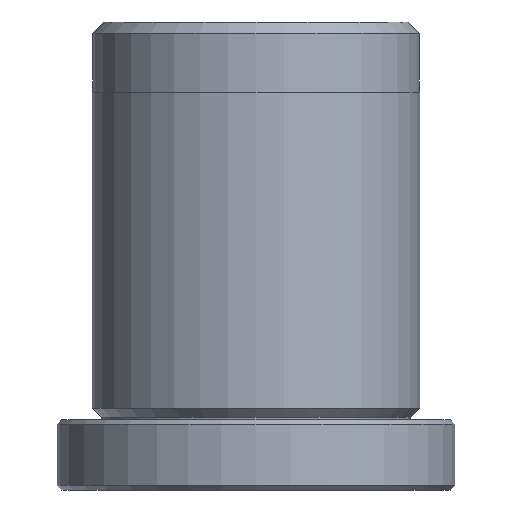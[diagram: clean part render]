
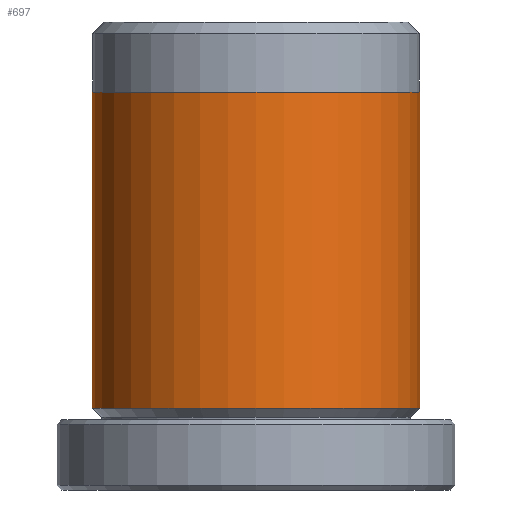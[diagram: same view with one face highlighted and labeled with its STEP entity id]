
A CAD part, front view. The second image highlights one B-rep face of the part: STEP entity #697.
In plain terms, the highlighted cylindrical face has radius 7 mm (diameter 14 mm), a partial arc.
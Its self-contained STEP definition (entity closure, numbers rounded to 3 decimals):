
#36 = EDGE_CURVE ( 'NONE', #401, #1506, #399, .T. ) ;
#96 = VERTEX_POINT ( 'NONE', #1333 ) ;
#134 = EDGE_CURVE ( 'NONE', #1289, #96, #1318, .T. ) ;
#160 = LINE ( 'NONE', #650, #1264 ) ;
#232 = EDGE_CURVE ( 'NONE', #1289, #1506, #160, .T. ) ;
#303 = CARTESIAN_POINT ( 'NONE',  ( 7., 0., 20. ) ) ;
#320 = EDGE_CURVE ( 'NONE', #96, #401, #1172, .T. ) ;
#352 = CARTESIAN_POINT ( 'NONE',  ( 0., 0., 17. ) ) ;
#399 = CIRCLE ( 'NONE', #1565, 7. ) ;
#401 = VERTEX_POINT ( 'NONE', #1066 ) ;
#472 = CARTESIAN_POINT ( 'NONE',  ( -7., 0., 17. ) ) ;
#489 = DIRECTION ( 'NONE',  ( 1., 0., 0. ) ) ;
#517 = DIRECTION ( 'NONE',  ( -1., 0., 0. ) ) ;
#569 = AXIS2_PLACEMENT_3D ( 'NONE', #352, #1351, #489 ) ;
#650 = CARTESIAN_POINT ( 'NONE',  ( -7., 0., 20. ) ) ;
#680 = ORIENTED_EDGE ( 'NONE', *, *, #320, .F. ) ;
#697 = ADVANCED_FACE ( 'NONE', ( #842 ), #1171, .T. ) ;
#735 = ORIENTED_EDGE ( 'NONE', *, *, #232, .T. ) ;
#758 = CARTESIAN_POINT ( 'NONE',  ( -7., 0., 3.5 ) ) ;
#842 = FACE_OUTER_BOUND ( 'NONE', #1038, .T. ) ;
#865 = DIRECTION ( 'NONE',  ( 0., 0., -1. ) ) ;
#866 = ORIENTED_EDGE ( 'NONE', *, *, #36, .F. ) ;
#998 = CARTESIAN_POINT ( 'NONE',  ( 0., 0., 3.5 ) ) ;
#1038 = EDGE_LOOP ( 'NONE', ( #680, #1559, #735, #866 ) ) ;
#1066 = CARTESIAN_POINT ( 'NONE',  ( 7., 0., 3.5 ) ) ;
#1087 = DIRECTION ( 'NONE',  ( 0., 0., -1. ) ) ;
#1171 = CYLINDRICAL_SURFACE ( 'NONE', #1554, 7. ) ;
#1172 = LINE ( 'NONE', #303, #1511 ) ;
#1241 = DIRECTION ( 'NONE',  ( 0., 0., -1. ) ) ;
#1264 = VECTOR ( 'NONE', #1087, 1000. ) ;
#1289 = VERTEX_POINT ( 'NONE', #472 ) ;
#1318 = CIRCLE ( 'NONE', #569, 7. ) ;
#1333 = CARTESIAN_POINT ( 'NONE',  ( 7., 0., 17. ) ) ;
#1351 = DIRECTION ( 'NONE',  ( 0., 0., 1. ) ) ;
#1381 = CARTESIAN_POINT ( 'NONE',  ( 0., 0., 20. ) ) ;
#1447 = DIRECTION ( 'NONE',  ( -1., 0., 0. ) ) ;
#1506 = VERTEX_POINT ( 'NONE', #758 ) ;
#1511 = VECTOR ( 'NONE', #1728, 1000. ) ;
#1554 = AXIS2_PLACEMENT_3D ( 'NONE', #1381, #1241, #517 ) ;
#1559 = ORIENTED_EDGE ( 'NONE', *, *, #134, .F. ) ;
#1565 = AXIS2_PLACEMENT_3D ( 'NONE', #998, #865, #1447 ) ;
#1728 = DIRECTION ( 'NONE',  ( 0., 0., -1. ) ) ;
